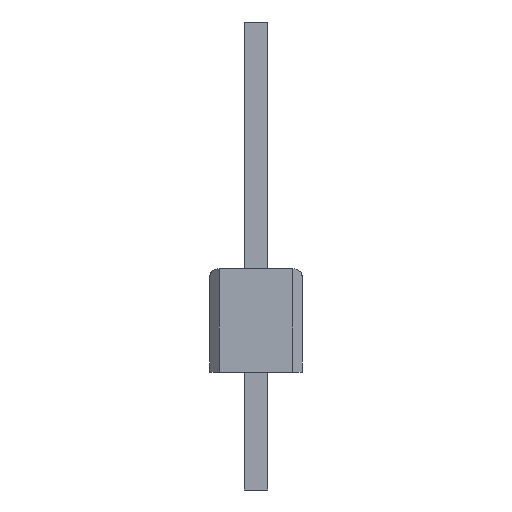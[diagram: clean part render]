
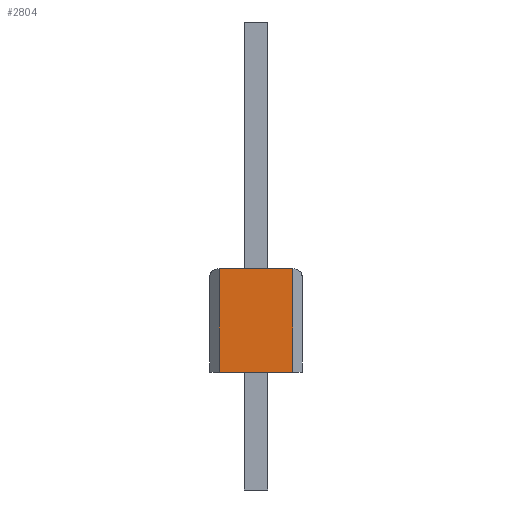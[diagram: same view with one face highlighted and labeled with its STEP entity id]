
A CAD part, left-side view. The second image highlights one B-rep face of the part: STEP entity #2804.
In plain terms, the highlighted planar face has unit normal (-1, 0, 0).
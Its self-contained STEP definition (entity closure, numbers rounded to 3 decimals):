
#134=DIRECTION('',(0.,0.,-1.));
#135=VECTOR('',#134,2.8);
#136=CARTESIAN_POINT('',(-12.7,1.,0.));
#137=LINE('',#136,#135);
#138=DIRECTION('',(0.,-1.,0.));
#139=VECTOR('',#138,2.);
#140=CARTESIAN_POINT('',(-12.7,1.,0.));
#141=LINE('',#140,#139);
#142=DIRECTION('',(0.,0.,-1.));
#143=VECTOR('',#142,2.8);
#144=CARTESIAN_POINT('',(-12.7,-1.,0.));
#145=LINE('',#144,#143);
#154=DIRECTION('',(0.,-1.,0.));
#155=VECTOR('',#154,2.);
#156=CARTESIAN_POINT('',(-12.7,1.,-2.8));
#157=LINE('',#156,#155);
#2326=CARTESIAN_POINT('',(-12.7,1.,0.));
#2327=CARTESIAN_POINT('',(-12.7,-1.,0.));
#2328=VERTEX_POINT('',#2326);
#2329=VERTEX_POINT('',#2327);
#2428=CARTESIAN_POINT('',(-12.7,1.,-2.8));
#2429=VERTEX_POINT('',#2428);
#2430=CARTESIAN_POINT('',(-12.7,-1.,-2.8));
#2431=VERTEX_POINT('',#2430);
#2789=CARTESIAN_POINT('',(-12.7,0.,0.));
#2790=DIRECTION('',(1.,0.,0.));
#2791=DIRECTION('',(0.,0.,-1.));
#2792=AXIS2_PLACEMENT_3D('',#2789,#2790,#2791);
#2793=PLANE('',#2792);
#2795=ORIENTED_EDGE('',*,*,#2794,.F.);
#2797=ORIENTED_EDGE('',*,*,#2796,.F.);
#2799=ORIENTED_EDGE('',*,*,#2798,.T.);
#2801=ORIENTED_EDGE('',*,*,#2800,.T.);
#2802=EDGE_LOOP('',(#2795,#2797,#2799,#2801));
#2803=FACE_OUTER_BOUND('',#2802,.F.);
#2794=EDGE_CURVE('',#2429,#2431,#157,.T.);
#2796=EDGE_CURVE('',#2328,#2429,#137,.T.);
#2798=EDGE_CURVE('',#2328,#2329,#141,.T.);
#2800=EDGE_CURVE('',#2329,#2431,#145,.T.);
#2804=ADVANCED_FACE('',(#2803),#2793,.F.);
